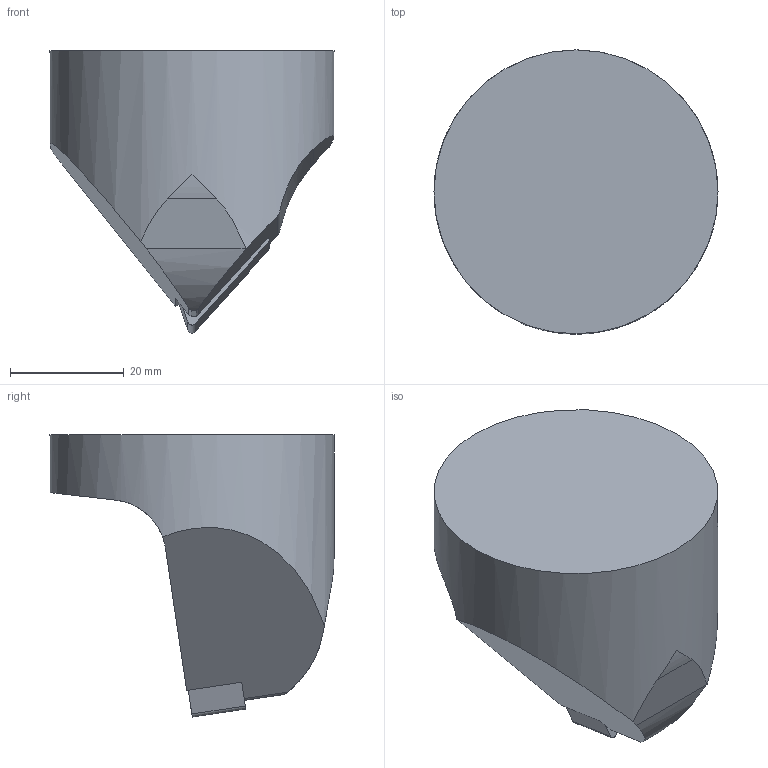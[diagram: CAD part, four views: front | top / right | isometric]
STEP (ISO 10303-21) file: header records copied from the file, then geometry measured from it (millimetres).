
FILE_DESCRIPTION((''),'1');
FILE_NAME('S50-DTJNL-00050-22.stp','2020-06-10T02:41:06',(''),(''),'Spatial Interop R21 SP3','Kubotek KeyCreator 2011 V10.0.2 (22737)',' ');
FILE_SCHEMA(('automotive_design'));
Length unit declared in the file: millimetre
Products named in the file (1): 240[2]
Bounding box: 50 x 50 x 49.66 mm (x, y, z)
Volume: 48935.2 mm3; surface area: 8390.3 mm2
Topology: 1 solids, 1 shells, 29 faces, 78 edges, 51 vertices
Faces by surface type: plane 17, cylinder 12
Full cylindrical faces by diameter (mm): 50 x1
Entity records: 1704 total; most frequent: CARTESIAN_POINT 204, DIRECTION 157, ORIENTED_EDGE 154, PRESENTATION_STYLE_ASSIGNMENT 137, COLOUR_RGB 137, STYLED_ITEM 107, CURVE_STYLE 107, DRAUGHTING_PRE_DEFINED_CURVE_FONT 107
